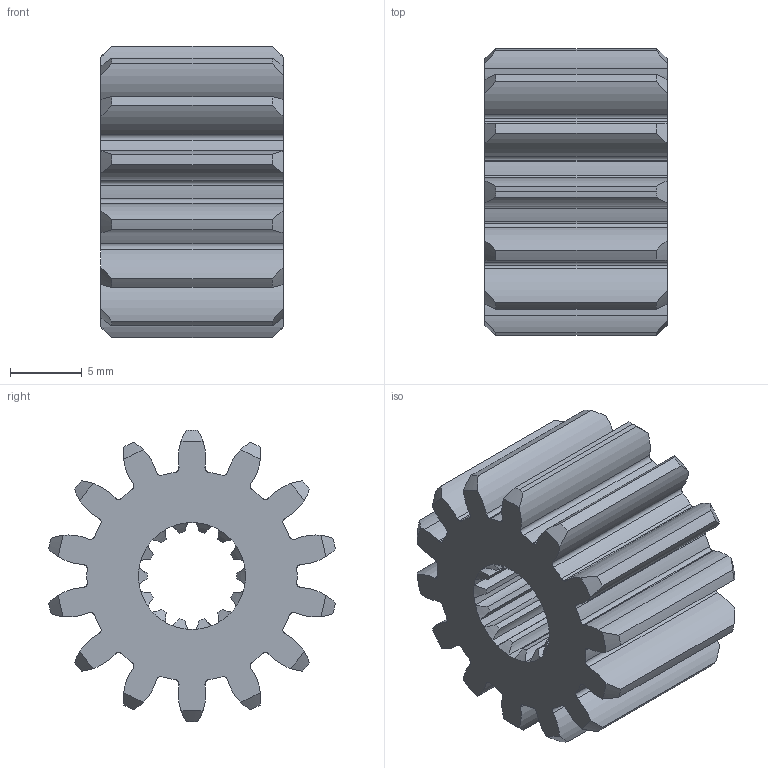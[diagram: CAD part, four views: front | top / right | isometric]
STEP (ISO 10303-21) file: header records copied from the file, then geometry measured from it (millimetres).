
FILE_DESCRIPTION (( 'STEP AP203' ), '1' );
FILE_NAME ('am-4147 14T 20DP Gear Spline Bore Falcon 500 Pinion.STEP', '2019-10-24T21:33:31', ( '' ), ( '' ), 'SwSTEP 2.0', 'SolidWorks 2019', '' );
FILE_SCHEMA (( 'CONFIG_CONTROL_DESIGN' ));
Length unit declared in the file: inch
Products named in the file (1): am-4147 14T 20DP Gear Spline Bore Falcon 500 Pinion
Bounding box: 12.7 x 19.97 x 20.32 mm (x, y, z)
Volume: 2495.7 mm3; surface area: 2199.7 mm2
Topology: 1 solids, 1 shells, 208 faces, 618 edges, 412 vertices
Faces by surface type: cylinder 122, cone 56, bspline 28, plane 2
Entity records: 8185 total; most frequent: CARTESIAN_POINT 2639, ORIENTED_EDGE 1236, DIRECTION 1112, EDGE_CURVE 618, AXIS2_PLACEMENT_3D 481, VERTEX_POINT 412, CIRCLE 300, EDGE_LOOP 210
